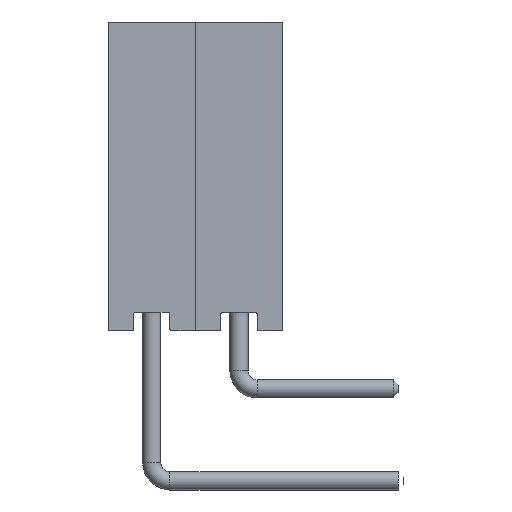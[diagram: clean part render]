
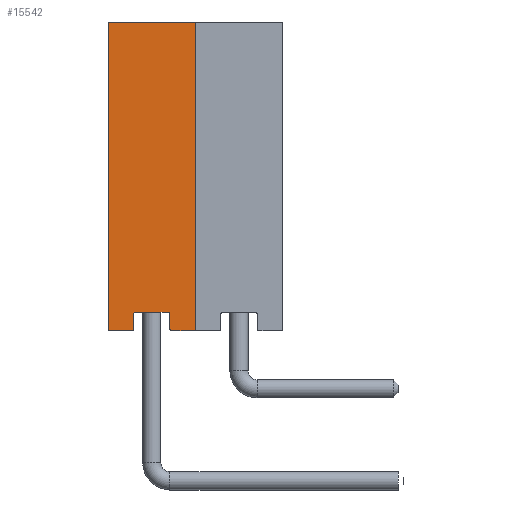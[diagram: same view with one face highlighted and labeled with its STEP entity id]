
A CAD part, left-side view. The second image highlights one B-rep face of the part: STEP entity #15542.
In plain terms, the highlighted planar face has unit normal (-1, 0, 0).
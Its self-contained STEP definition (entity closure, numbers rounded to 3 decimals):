
#839=PLANE('',#16653);
#1646=FACE_OUTER_BOUND('',#2656,.T.);
#2656=EDGE_LOOP('',(#10910,#10911,#10912,#10913,#10914,#10915,#10916,#10917,
#10918,#10919,#10920,#10921));
#3719=LINE('',#24058,#4997);
#3722=LINE('',#24064,#5000);
#3723=LINE('',#24068,#5001);
#3724=LINE('',#24072,#5002);
#3725=LINE('',#24076,#5003);
#3726=LINE('',#24078,#5004);
#3727=LINE('',#24080,#5005);
#3728=LINE('',#24081,#5006);
#4997=VECTOR('',#18718,10.);
#5000=VECTOR('',#18723,10.);
#5001=VECTOR('',#18726,10.);
#5002=VECTOR('',#18729,10.);
#5003=VECTOR('',#18732,10.);
#5004=VECTOR('',#18733,10.);
#5005=VECTOR('',#18734,10.);
#5006=VECTOR('',#18735,10.);
#6217=CIRCLE('',#16650,0.05);
#6219=CIRCLE('',#16654,0.05);
#6220=CIRCLE('',#16655,0.05);
#6221=CIRCLE('',#16656,0.05);
#6868=VERTEX_POINT('',#24048);
#6869=VERTEX_POINT('',#24049);
#6872=VERTEX_POINT('',#24057);
#6874=VERTEX_POINT('',#24063);
#6875=VERTEX_POINT('',#24065);
#6876=VERTEX_POINT('',#24067);
#6877=VERTEX_POINT('',#24069);
#6878=VERTEX_POINT('',#24071);
#6879=VERTEX_POINT('',#24073);
#6880=VERTEX_POINT('',#24075);
#6881=VERTEX_POINT('',#24077);
#6882=VERTEX_POINT('',#24079);
#8369=EDGE_CURVE('',#6868,#6869,#6217,.T.);
#8373=EDGE_CURVE('',#6869,#6872,#3719,.T.);
#8376=EDGE_CURVE('',#6868,#6874,#3722,.T.);
#8377=EDGE_CURVE('',#6875,#6874,#6219,.T.);
#8378=EDGE_CURVE('',#6875,#6876,#3723,.T.);
#8379=EDGE_CURVE('',#6877,#6876,#6220,.T.);
#8380=EDGE_CURVE('',#6877,#6878,#3724,.T.);
#8381=EDGE_CURVE('',#6879,#6878,#6221,.T.);
#8382=EDGE_CURVE('',#6880,#6879,#3725,.T.);
#8383=EDGE_CURVE('',#6880,#6881,#3726,.T.);
#8384=EDGE_CURVE('',#6882,#6881,#3727,.T.);
#8385=EDGE_CURVE('',#6872,#6882,#3728,.T.);
#10910=ORIENTED_EDGE('',*,*,#8369,.F.);
#10911=ORIENTED_EDGE('',*,*,#8376,.T.);
#10912=ORIENTED_EDGE('',*,*,#8377,.F.);
#10913=ORIENTED_EDGE('',*,*,#8378,.T.);
#10914=ORIENTED_EDGE('',*,*,#8379,.F.);
#10915=ORIENTED_EDGE('',*,*,#8380,.T.);
#10916=ORIENTED_EDGE('',*,*,#8381,.F.);
#10917=ORIENTED_EDGE('',*,*,#8382,.F.);
#10918=ORIENTED_EDGE('',*,*,#8383,.T.);
#10919=ORIENTED_EDGE('',*,*,#8384,.F.);
#10920=ORIENTED_EDGE('',*,*,#8385,.F.);
#10921=ORIENTED_EDGE('',*,*,#8373,.F.);
#15542=ADVANCED_FACE('',(#1646),#839,.T.);
#16650=AXIS2_PLACEMENT_3D('',#24050,#18710,#18711);
#16653=AXIS2_PLACEMENT_3D('',#24062,#18721,#18722);
#16654=AXIS2_PLACEMENT_3D('',#24066,#18724,#18725);
#16655=AXIS2_PLACEMENT_3D('',#24070,#18727,#18728);
#16656=AXIS2_PLACEMENT_3D('',#24074,#18730,#18731);
#18710=DIRECTION('center_axis',(1.,0.,0.));
#18711=DIRECTION('ref_axis',(0.,-0.707,-0.707));
#18718=DIRECTION('',(0.,1.,0.));
#18721=DIRECTION('center_axis',(-1.,0.,0.));
#18722=DIRECTION('ref_axis',(0.,-1.,0.));
#18723=DIRECTION('',(0.,0.,1.));
#18724=DIRECTION('center_axis',(-1.,0.,0.));
#18725=DIRECTION('ref_axis',(0.,0.707,0.707));
#18726=DIRECTION('',(0.,-1.,0.));
#18727=DIRECTION('center_axis',(-1.,0.,0.));
#18728=DIRECTION('ref_axis',(0.,-0.707,0.707));
#18729=DIRECTION('',(0.,0.,-1.));
#18730=DIRECTION('center_axis',(1.,0.,0.));
#18731=DIRECTION('ref_axis',(0.,0.707,-0.707));
#18732=DIRECTION('',(0.,1.,0.));
#18733=DIRECTION('',(0.,0.,1.));
#18734=DIRECTION('',(0.,-1.,0.));
#18735=DIRECTION('',(0.,0.,1.));
#24048=CARTESIAN_POINT('',(0.,1.7,0.05));
#24049=CARTESIAN_POINT('',(0.,1.75,0.));
#24050=CARTESIAN_POINT('Origin',(0.,1.75,0.05));
#24057=CARTESIAN_POINT('',(0.,2.4,0.));
#24058=CARTESIAN_POINT('',(0.,0.,0.));
#24062=CARTESIAN_POINT('Origin',(0.,2.4,0.));
#24063=CARTESIAN_POINT('',(0.,1.7,0.45));
#24064=CARTESIAN_POINT('',(0.,1.7,0.));
#24065=CARTESIAN_POINT('',(0.,1.65,0.5));
#24066=CARTESIAN_POINT('Origin',(0.,1.65,0.45));
#24067=CARTESIAN_POINT('',(0.,0.75,0.5));
#24068=CARTESIAN_POINT('',(0.,1.8,0.5));
#24069=CARTESIAN_POINT('',(0.,0.7,0.45));
#24070=CARTESIAN_POINT('Origin',(0.,0.75,0.45));
#24071=CARTESIAN_POINT('',(0.,0.7,0.05));
#24072=CARTESIAN_POINT('',(0.,0.7,0.));
#24073=CARTESIAN_POINT('',(0.,0.65,0.));
#24074=CARTESIAN_POINT('Origin',(0.,0.65,0.05));
#24075=CARTESIAN_POINT('',(0.,0.,0.));
#24076=CARTESIAN_POINT('',(0.,0.,0.));
#24077=CARTESIAN_POINT('',(0.,0.,8.5));
#24078=CARTESIAN_POINT('',(0.,0.,0.));
#24079=CARTESIAN_POINT('',(0.,2.4,8.5));
#24080=CARTESIAN_POINT('',(0.,0.,8.5));
#24081=CARTESIAN_POINT('',(0.,2.4,0.));
